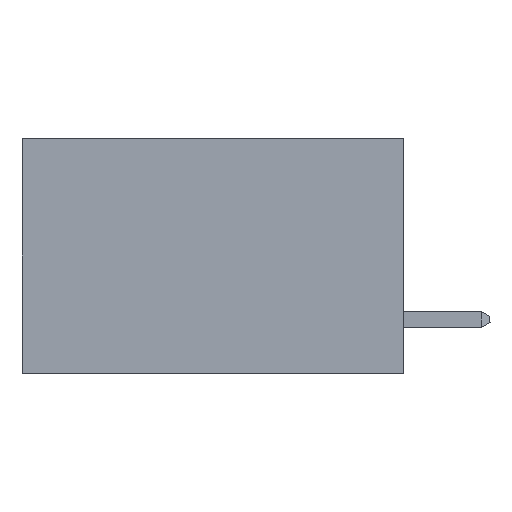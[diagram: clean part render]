
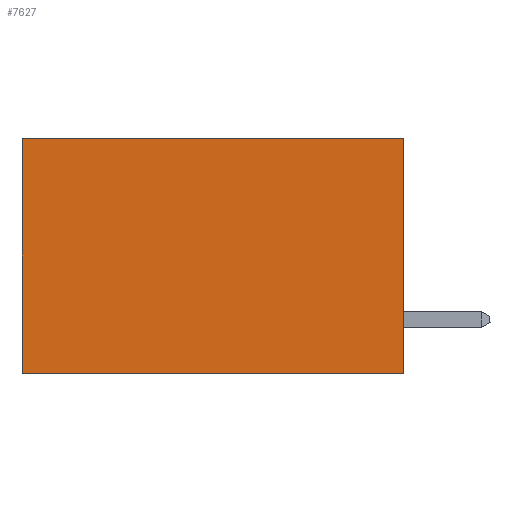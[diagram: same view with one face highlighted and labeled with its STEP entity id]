
A CAD part, left-side view. The second image highlights one B-rep face of the part: STEP entity #7627.
In plain terms, the highlighted planar face has unit normal (-1, 0, 0).
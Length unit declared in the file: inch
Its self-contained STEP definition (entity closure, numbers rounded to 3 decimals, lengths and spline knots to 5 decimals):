
#518 = CARTESIAN_POINT ( 'NONE',  ( 0.2875, 0.6, 0. ) ) ;
#757 = CARTESIAN_POINT ( 'NONE',  ( 0.2875, 0.6, 0. ) ) ;
#805 = DIRECTION ( 'NONE',  ( 0., 0., -1. ) ) ;
#1112 = VERTEX_POINT ( 'NONE', #757 ) ;
#1464 = LINE ( 'NONE', #518, #9022 ) ;
#1508 = CARTESIAN_POINT ( 'NONE',  ( 0.2875, 0., 0. ) ) ;
#1558 = ORIENTED_EDGE ( 'NONE', *, *, #3276, .T. ) ;
#1845 = ORIENTED_EDGE ( 'NONE', *, *, #4067, .T. ) ;
#1846 = AXIS2_PLACEMENT_3D ( 'NONE', #10074, #5847, #805 ) ;
#2017 = VECTOR ( 'NONE', #6630, 39.37008 ) ;
#2203 = VERTEX_POINT ( 'NONE', #1508 ) ;
#2325 = ORIENTED_EDGE ( 'NONE', *, *, #6458, .F. ) ;
#2585 = DIRECTION ( 'NONE',  ( 0., 0., -1. ) ) ;
#2747 = CARTESIAN_POINT ( 'NONE',  ( 0.2875, 0.6, -0.37 ) ) ;
#3175 = LINE ( 'NONE', #5736, #9943 ) ;
#3276 = EDGE_CURVE ( 'NONE', #2203, #1112, #7573, .T. ) ;
#3730 = DIRECTION ( 'NONE',  ( 0., 1., 0. ) ) ;
#4030 = CARTESIAN_POINT ( 'NONE',  ( 0.2875, 0., -0.37 ) ) ;
#4067 = EDGE_CURVE ( 'NONE', #1112, #8061, #1464, .T. ) ;
#4247 = EDGE_CURVE ( 'NONE', #2203, #4672, #3175, .T. ) ;
#4672 = VERTEX_POINT ( 'NONE', #4030 ) ;
#4694 = FACE_OUTER_BOUND ( 'NONE', #5892, .T. ) ;
#5268 = LINE ( 'NONE', #7092, #10321 ) ;
#5736 = CARTESIAN_POINT ( 'NONE',  ( 0.2875, 0., 0. ) ) ;
#5847 = DIRECTION ( 'NONE',  ( 1., 0., 0. ) ) ;
#5892 = EDGE_LOOP ( 'NONE', ( #1845, #2325, #8060, #1558 ) ) ;
#6400 = DIRECTION ( 'NONE',  ( 0., 0., -1. ) ) ;
#6458 = EDGE_CURVE ( 'NONE', #4672, #8061, #5268, .T. ) ;
#6630 = DIRECTION ( 'NONE',  ( 0., 1., 0. ) ) ;
#7092 = CARTESIAN_POINT ( 'NONE',  ( 0.2875, 0., -0.37 ) ) ;
#7573 = LINE ( 'NONE', #10795, #2017 ) ;
#7627 = ADVANCED_FACE ( 'NONE', ( #4694 ), #9225, .F. ) ;
#8060 = ORIENTED_EDGE ( 'NONE', *, *, #4247, .F. ) ;
#8061 = VERTEX_POINT ( 'NONE', #2747 ) ;
#9022 = VECTOR ( 'NONE', #6400, 39.37008 ) ;
#9225 = PLANE ( 'NONE',  #1846 ) ;
#9943 = VECTOR ( 'NONE', #2585, 39.37008 ) ;
#10074 = CARTESIAN_POINT ( 'NONE',  ( 0.2875, 0., 0. ) ) ;
#10321 = VECTOR ( 'NONE', #3730, 39.37008 ) ;
#10795 = CARTESIAN_POINT ( 'NONE',  ( 0.2875, 0., 0. ) ) ;
